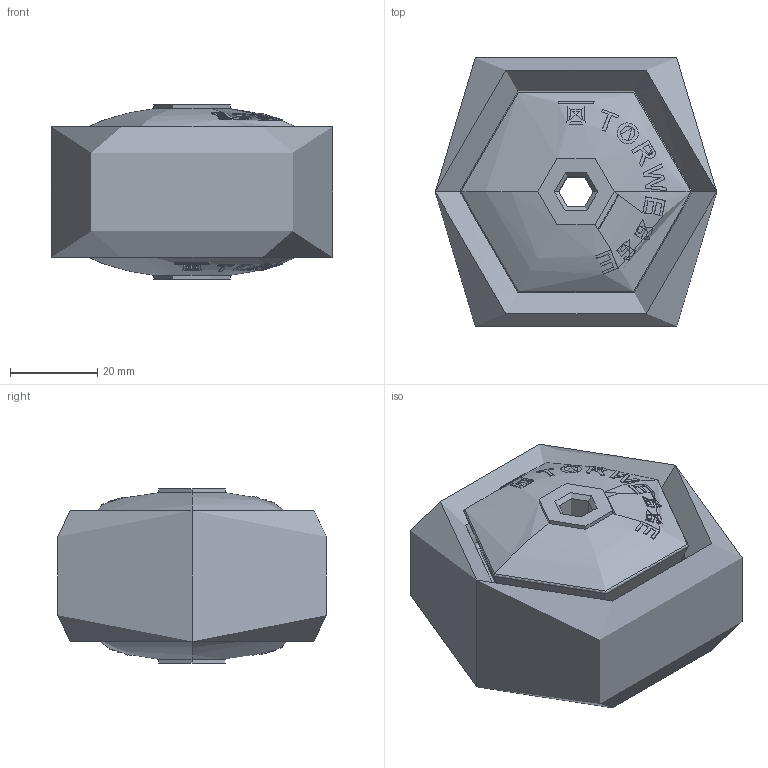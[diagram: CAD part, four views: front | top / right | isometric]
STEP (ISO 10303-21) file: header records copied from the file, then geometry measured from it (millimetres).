
FILE_DESCRIPTION (( 'STEP AP214' ), '1' );
FILE_NAME ('0021575.step', '2021-02-15T11:49:50', ( '' ), ( '' ), 'SwSTEP 2.0', 'SolidWorks 2020', '' );
FILE_SCHEMA (( 'AUTOMOTIVE_DESIGN' ));
Length unit declared in the file: millimetre
Products named in the file (1): 0021575
Bounding box: 64.5 x 61.52 x 40 mm (x, y, z)
Volume: 114758.4 mm3; surface area: 41258.2 mm2
Topology: 6 solids, 6 shells, 398 faces, 968 edges, 616 vertices
Faces by surface type: bspline 238, torus 88, cylinder 38, plane 18, cone 16
Entity records: 24203 total; most frequent: CARTESIAN_POINT 16717, ORIENTED_EDGE 1932, EDGE_CURVE 966, DIRECTION 800, B_SPLINE_CURVE_WITH_KNOTS 694, VERTEX_POINT 616, EDGE_LOOP 446, ADVANCED_FACE 398
